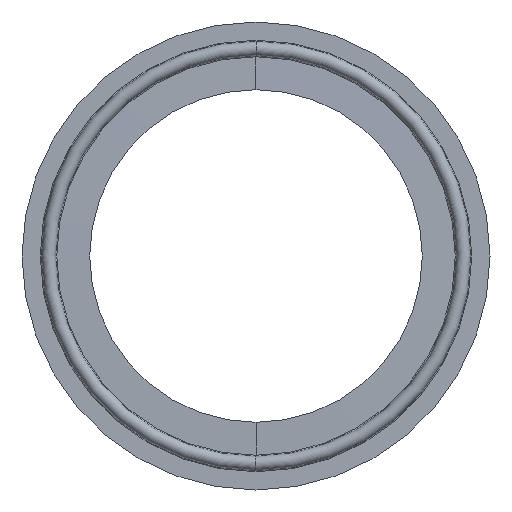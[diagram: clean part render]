
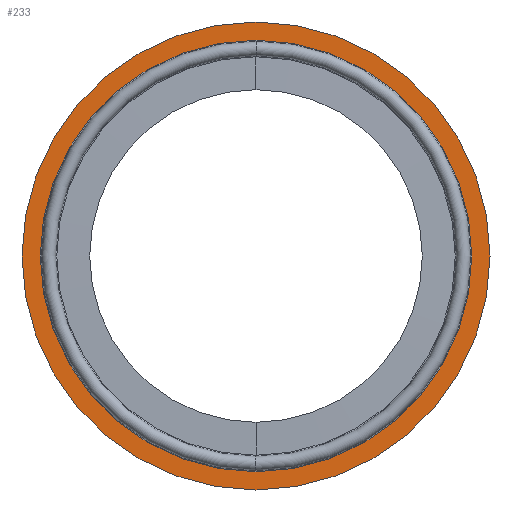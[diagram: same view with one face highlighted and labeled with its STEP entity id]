
A CAD part, left-side view. The second image highlights one B-rep face of the part: STEP entity #233.
In plain terms, the highlighted planar face has unit normal (-1, 0, 0).
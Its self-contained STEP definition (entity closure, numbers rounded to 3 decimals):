
#1 = EDGE_CURVE ( 'NONE', #864, #621, #822, .T. ) ;
#17 = CARTESIAN_POINT ( 'NONE',  ( -0.9, 0., 0. ) ) ;
#73 = FACE_OUTER_BOUND ( 'NONE', #504, .T. ) ;
#80 = DIRECTION ( 'NONE',  ( -1., 0., 0. ) ) ;
#141 = AXIS2_PLACEMENT_3D ( 'NONE', #833, #146, #415 ) ;
#146 = DIRECTION ( 'NONE',  ( -1., 0., 0. ) ) ;
#230 = DIRECTION ( 'NONE',  ( 1., 0., 0. ) ) ;
#233 = ADVANCED_FACE ( 'NONE', ( #695, #73 ), #552, .F. ) ;
#249 = AXIS2_PLACEMENT_3D ( 'NONE', #343, #285, #840 ) ;
#266 = ORIENTED_EDGE ( 'NONE', *, *, #620, .T. ) ;
#281 = CARTESIAN_POINT ( 'NONE',  ( -0.9, 0., 0. ) ) ;
#284 = DIRECTION ( 'NONE',  ( 0., 0., -1. ) ) ;
#285 = DIRECTION ( 'NONE',  ( 1., 0., 0. ) ) ;
#343 = CARTESIAN_POINT ( 'NONE',  ( -0.9, 36.45, 0. ) ) ;
#353 = DIRECTION ( 'NONE',  ( 0., 0., 1. ) ) ;
#376 = CIRCLE ( 'NONE', #554, 36.65 ) ;
#415 = DIRECTION ( 'NONE',  ( 0., 0., 1. ) ) ;
#418 = CARTESIAN_POINT ( 'NONE',  ( -0.9, 0., 0. ) ) ;
#492 = CARTESIAN_POINT ( 'NONE',  ( -0.9, 0., -39.75 ) ) ;
#504 = EDGE_LOOP ( 'NONE', ( #664, #266 ) ) ;
#520 = VERTEX_POINT ( 'NONE', #675 ) ;
#552 = PLANE ( 'NONE',  #249 ) ;
#554 = AXIS2_PLACEMENT_3D ( 'NONE', #17, #578, #866 ) ;
#578 = DIRECTION ( 'NONE',  ( 1., 0., 0. ) ) ;
#593 = VERTEX_POINT ( 'NONE', #811 ) ;
#611 = EDGE_CURVE ( 'NONE', #593, #520, #898, .T. ) ;
#620 = EDGE_CURVE ( 'NONE', #621, #864, #760, .T. ) ;
#621 = VERTEX_POINT ( 'NONE', #492 ) ;
#635 = ORIENTED_EDGE ( 'NONE', *, *, #611, .T. ) ;
#664 = ORIENTED_EDGE ( 'NONE', *, *, #1, .T. ) ;
#675 = CARTESIAN_POINT ( 'NONE',  ( -0.9, 0., -36.65 ) ) ;
#695 = FACE_BOUND ( 'NONE', #870, .T. ) ;
#760 = CIRCLE ( 'NONE', #141, 39.75 ) ;
#775 = EDGE_CURVE ( 'NONE', #520, #593, #376, .T. ) ;
#811 = CARTESIAN_POINT ( 'NONE',  ( -0.9, 0., 36.65 ) ) ;
#819 = CARTESIAN_POINT ( 'NONE',  ( -0.9, 0., 39.75 ) ) ;
#822 = CIRCLE ( 'NONE', #850, 39.75 ) ;
#832 = ORIENTED_EDGE ( 'NONE', *, *, #775, .T. ) ;
#833 = CARTESIAN_POINT ( 'NONE',  ( -0.9, 0., 0. ) ) ;
#838 = AXIS2_PLACEMENT_3D ( 'NONE', #281, #230, #284 ) ;
#840 = DIRECTION ( 'NONE',  ( 0., 0., -1. ) ) ;
#850 = AXIS2_PLACEMENT_3D ( 'NONE', #418, #80, #353 ) ;
#864 = VERTEX_POINT ( 'NONE', #819 ) ;
#866 = DIRECTION ( 'NONE',  ( 0., 0., -1. ) ) ;
#870 = EDGE_LOOP ( 'NONE', ( #832, #635 ) ) ;
#898 = CIRCLE ( 'NONE', #838, 36.65 ) ;
